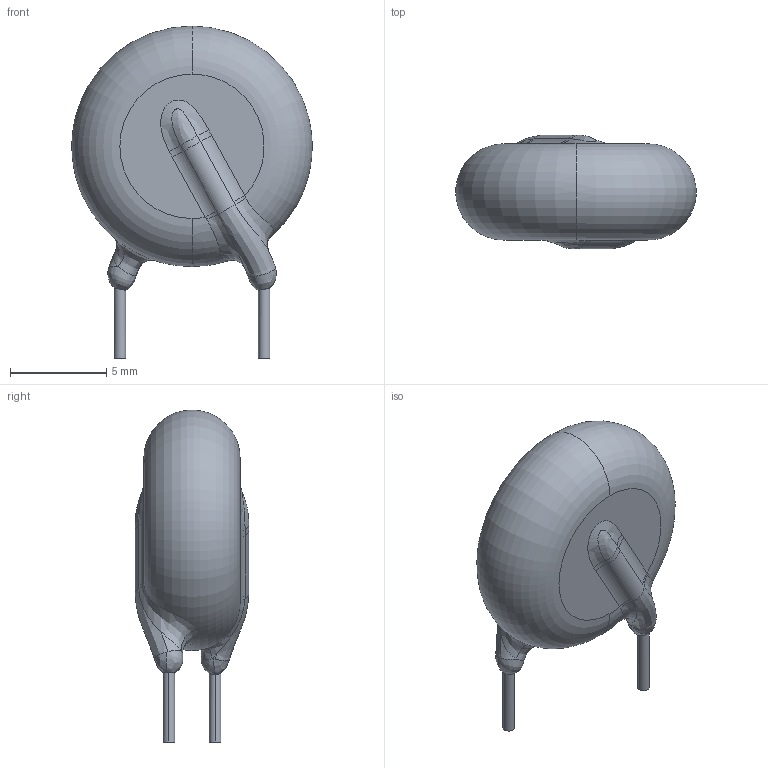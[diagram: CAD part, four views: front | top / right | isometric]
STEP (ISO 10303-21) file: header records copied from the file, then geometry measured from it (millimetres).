
FILE_DESCRIPTION (( 'STEP AP214' ), '1' );
FILE_NAME ('CAP-TH_BD12.5-W5.1-P7.50-S2.20.step', '2022-07-01T07:05:30', ( '' ), ( '' ), 'SwSTEP 2.0', 'SolidWorks 2020', '' );
FILE_SCHEMA (( 'AUTOMOTIVE_DESIGN' ));
Length unit declared in the file: millimetre
Products named in the file (1): CAP-TH_BD12.5-W5.1-P7.50-S2.20
Bounding box: 12.49 x 5.89 x 17.25 mm (x, y, z)
Volume: 538.9 mm3; surface area: 389.8 mm2
Topology: 1 solids, 1 shells, 270 faces, 729 edges, 480 vertices
Faces by surface type: plane 130, bspline 122, cylinder 16, torus 2
Entity records: 16113 total; most frequent: CARTESIAN_POINT 7200, ORIENTED_EDGE 1458, DIRECTION 801, EDGE_CURVE 729, VERTEX_POINT 480, LINE 435, VECTOR 435, EDGE_LOOP 289
